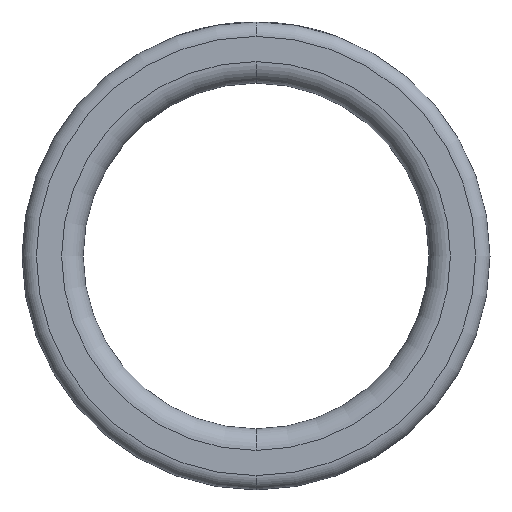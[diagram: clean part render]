
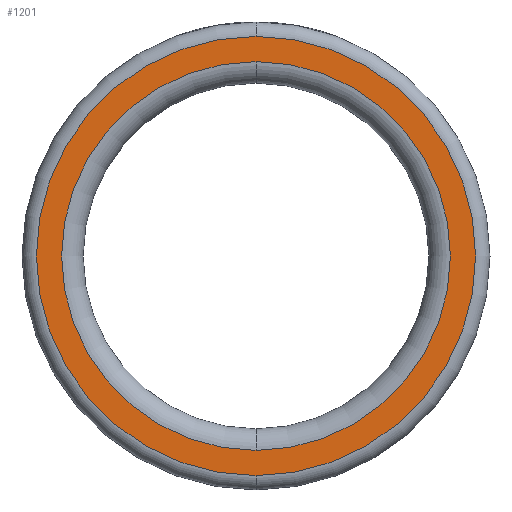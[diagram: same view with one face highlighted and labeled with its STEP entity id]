
A CAD part, front view. The second image highlights one B-rep face of the part: STEP entity #1201.
In plain terms, the highlighted planar face has unit normal (0, -1, 0).
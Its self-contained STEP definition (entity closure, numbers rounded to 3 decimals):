
#7 = DIRECTION ( 'NONE',  ( 0., 0., -1. ) ) ;
#181 = ORIENTED_EDGE ( 'NONE', *, *, #2462, .F. ) ;
#198 = AXIS2_PLACEMENT_3D ( 'NONE', #565, #776, #1528 ) ;
#233 = CIRCLE ( 'NONE', #198, 27. ) ;
#352 = CARTESIAN_POINT ( 'NONE',  ( 27., -40., 0. ) ) ;
#415 = CIRCLE ( 'NONE', #2181, 30.5 ) ;
#417 = ORIENTED_EDGE ( 'NONE', *, *, #981, .F. ) ;
#542 = VERTEX_POINT ( 'NONE', #1621 ) ;
#565 = CARTESIAN_POINT ( 'NONE',  ( 0., -40., 0. ) ) ;
#617 = CARTESIAN_POINT ( 'NONE',  ( 0., -40., -30.5 ) ) ;
#632 = VERTEX_POINT ( 'NONE', #617 ) ;
#644 = DIRECTION ( 'NONE',  ( 0., -1., 0. ) ) ;
#757 = FACE_BOUND ( 'NONE', #1550, .T. ) ;
#776 = DIRECTION ( 'NONE',  ( 0., -1., 0. ) ) ;
#783 = DIRECTION ( 'NONE',  ( 0., 0., -1. ) ) ;
#821 = ORIENTED_EDGE ( 'NONE', *, *, #1022, .T. ) ;
#969 = CARTESIAN_POINT ( 'NONE',  ( 0., -40., -27. ) ) ;
#981 = EDGE_CURVE ( 'NONE', #1091, #542, #233, .T. ) ;
#1022 = EDGE_CURVE ( 'NONE', #2283, #632, #415, .T. ) ;
#1091 = VERTEX_POINT ( 'NONE', #969 ) ;
#1096 = AXIS2_PLACEMENT_3D ( 'NONE', #2157, #1764, #7 ) ;
#1141 = AXIS2_PLACEMENT_3D ( 'NONE', #352, #2503, #2321 ) ;
#1157 = PLANE ( 'NONE',  #1141 ) ;
#1182 = ORIENTED_EDGE ( 'NONE', *, *, #1595, .T. ) ;
#1201 = ADVANCED_FACE ( 'NONE', ( #2170, #757 ), #1157, .T. ) ;
#1282 = CARTESIAN_POINT ( 'NONE',  ( 0., -40., 30.5 ) ) ;
#1369 = AXIS2_PLACEMENT_3D ( 'NONE', #1803, #644, #1625 ) ;
#1528 = DIRECTION ( 'NONE',  ( 0., 0., -1. ) ) ;
#1550 = EDGE_LOOP ( 'NONE', ( #417, #181 ) ) ;
#1570 = CIRCLE ( 'NONE', #1369, 30.5 ) ;
#1595 = EDGE_CURVE ( 'NONE', #632, #2283, #1570, .T. ) ;
#1621 = CARTESIAN_POINT ( 'NONE',  ( 0., -40., 27. ) ) ;
#1625 = DIRECTION ( 'NONE',  ( 0., 0., -1. ) ) ;
#1691 = CIRCLE ( 'NONE', #1096, 27. ) ;
#1764 = DIRECTION ( 'NONE',  ( 0., -1., 0. ) ) ;
#1803 = CARTESIAN_POINT ( 'NONE',  ( 0., -40., 0. ) ) ;
#1927 = CARTESIAN_POINT ( 'NONE',  ( 0., -40., 0. ) ) ;
#2097 = DIRECTION ( 'NONE',  ( 0., -1., 0. ) ) ;
#2141 = EDGE_LOOP ( 'NONE', ( #1182, #821 ) ) ;
#2157 = CARTESIAN_POINT ( 'NONE',  ( 0., -40., 0. ) ) ;
#2170 = FACE_OUTER_BOUND ( 'NONE', #2141, .T. ) ;
#2181 = AXIS2_PLACEMENT_3D ( 'NONE', #1927, #2097, #783 ) ;
#2283 = VERTEX_POINT ( 'NONE', #1282 ) ;
#2321 = DIRECTION ( 'NONE',  ( 0., 0., -1. ) ) ;
#2462 = EDGE_CURVE ( 'NONE', #542, #1091, #1691, .T. ) ;
#2503 = DIRECTION ( 'NONE',  ( 0., -1., 0. ) ) ;
